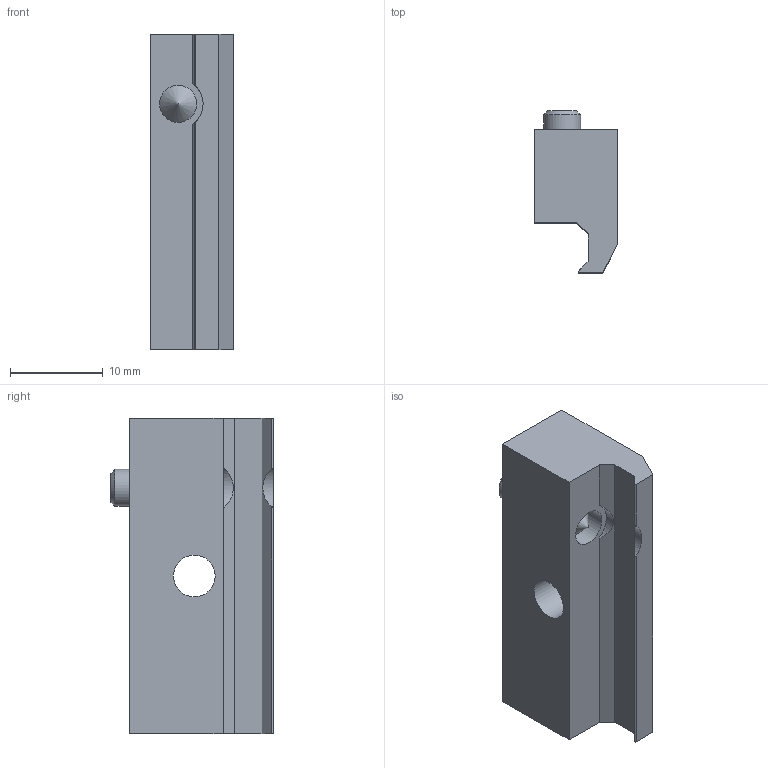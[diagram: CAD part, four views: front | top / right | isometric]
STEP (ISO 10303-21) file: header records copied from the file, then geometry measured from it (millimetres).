
FILE_DESCRIPTION(/* description */ ('STEP AP214'),/* implementation_level */ '2;1');
FILE_NAME(/* name */ '11886_SMB-1',/* time_stamp */ '2024-09-15T07:27:47+02:00',/* author */ ('License CC BY-ND 4.0'),/* organization */ ('CADENAS'),/* preprocessor_version */ 'ST-DEVELOPER v19.3',/* originating_system */ 'PARTsolutions',/* authorisation */ ' ');
FILE_SCHEMA (('AUTOMOTIVE_DESIGN {1 0 10303 214 3 1 1}'));
Length unit declared in the file: millimetre
Products named in the file (1): 11886 SMB-1
Bounding box: 9 x 17.5 x 34 mm (x, y, z)
Volume: 3376.3 mm3; surface area: 2059.1 mm2
Topology: 1 solids, 1 shells, 30 faces, 75 edges, 50 vertices
Faces by surface type: plane 20, cylinder 8, cone 2
Full cylindrical faces by diameter (mm): 4 x2, 4.5 x1, 8.2 x1
Entity records: 879 total; most frequent: CARTESIAN_POINT 153, DIRECTION 141, ORIENTED_EDGE 132, EDGE_CURVE 66, LINE 49, VECTOR 49, VERTEX_POINT 48, AXIS2_PLACEMENT_3D 46
